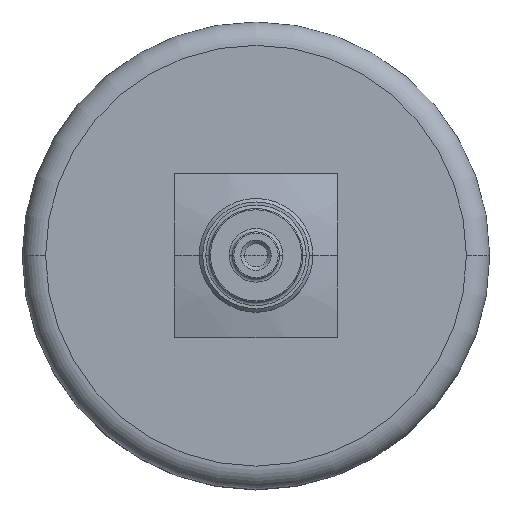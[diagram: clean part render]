
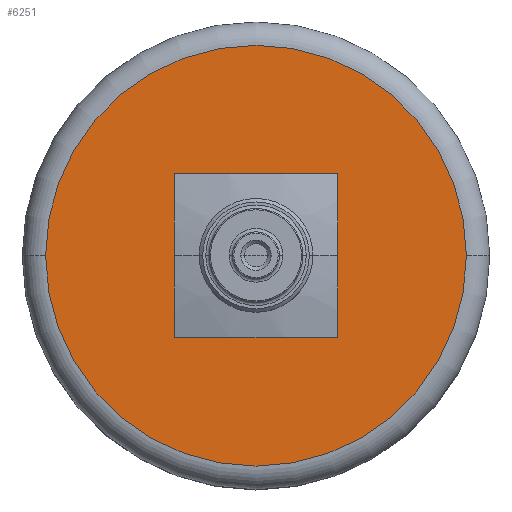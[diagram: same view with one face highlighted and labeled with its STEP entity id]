
A CAD part, top view. The second image highlights one B-rep face of the part: STEP entity #6251.
In plain terms, the highlighted planar face has unit normal (0, 0, 1).
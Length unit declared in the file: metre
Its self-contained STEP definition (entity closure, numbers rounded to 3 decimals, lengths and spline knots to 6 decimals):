
#151 = DIRECTION ( 'NONE',  ( 0., -1., 0. ) ) ;
#654 = EDGE_LOOP ( 'NONE', ( #4057, #22677 ) ) ;
#1322 = DIRECTION ( 'NONE',  ( 0., 0., 1. ) ) ;
#1425 = EDGE_CURVE ( 'NONE', #16796, #9223, #9025, .T. ) ;
#2038 = PLANE ( 'NONE',  #23450 ) ;
#2321 = ORIENTED_EDGE ( 'NONE', *, *, #17309, .F. ) ;
#2586 = EDGE_CURVE ( 'NONE', #8337, #4522, #4712, .T. ) ;
#2922 = CARTESIAN_POINT ( 'NONE',  ( -0.00887, -0.001594, 0.050476 ) ) ;
#3255 = VECTOR ( 'NONE', #21593, 1. ) ;
#4057 = ORIENTED_EDGE ( 'NONE', *, *, #6318, .F. ) ;
#4191 = EDGE_CURVE ( 'NONE', #8113, #14537, #10396, .T. ) ;
#4335 = EDGE_LOOP ( 'NONE', ( #2321, #24218, #15889, #27546 ) ) ;
#4522 = VERTEX_POINT ( 'NONE', #21701 ) ;
#4712 = LINE ( 'NONE', #6358, #18094 ) ;
#5446 = DIRECTION ( 'NONE',  ( -1., 0., 0. ) ) ;
#5649 = CARTESIAN_POINT ( 'NONE',  ( -0.00187, -0.008594, 0.050476 ) ) ;
#6251 = ADVANCED_FACE ( 'NONE', ( #8572, #22297 ), #2038, .T. ) ;
#6318 = EDGE_CURVE ( 'NONE', #9223, #16796, #22959, .T. ) ;
#6358 = CARTESIAN_POINT ( 'NONE',  ( -0.01587, -0.008594, 0.050476 ) ) ;
#6971 = CARTESIAN_POINT ( 'NONE',  ( 0.00913, -0.001594, 0.050476 ) ) ;
#7156 = CARTESIAN_POINT ( 'NONE',  ( -0.00187, -0.008594, 0.050476 ) ) ;
#7587 = DIRECTION ( 'NONE',  ( 1., 0., 0. ) ) ;
#7714 = DIRECTION ( 'NONE',  ( -1., 0., 0. ) ) ;
#8113 = VERTEX_POINT ( 'NONE', #7156 ) ;
#8280 = CARTESIAN_POINT ( 'NONE',  ( -0.00887, -0.001594, 0.050476 ) ) ;
#8337 = VERTEX_POINT ( 'NONE', #8886 ) ;
#8428 = CARTESIAN_POINT ( 'NONE',  ( -0.02687, -0.001594, 0.050476 ) ) ;
#8572 = FACE_OUTER_BOUND ( 'NONE', #654, .T. ) ;
#8886 = CARTESIAN_POINT ( 'NONE',  ( -0.01587, 0.005406, 0.050476 ) ) ;
#9025 = CIRCLE ( 'NONE', #12819, 0.018 ) ;
#9223 = VERTEX_POINT ( 'NONE', #21366 ) ;
#9624 = LINE ( 'NONE', #27794, #21702 ) ;
#10396 = LINE ( 'NONE', #5649, #3255 ) ;
#12819 = AXIS2_PLACEMENT_3D ( 'NONE', #2922, #27322, #5446 ) ;
#13666 = VECTOR ( 'NONE', #19545, 1. ) ;
#14537 = VERTEX_POINT ( 'NONE', #14812 ) ;
#14780 = DIRECTION ( 'NONE',  ( 1., 0., 0. ) ) ;
#14812 = CARTESIAN_POINT ( 'NONE',  ( -0.00187, 0.005406, 0.050476 ) ) ;
#15889 = ORIENTED_EDGE ( 'NONE', *, *, #22882, .F. ) ;
#16796 = VERTEX_POINT ( 'NONE', #6971 ) ;
#17301 = AXIS2_PLACEMENT_3D ( 'NONE', #8280, #21110, #7714 ) ;
#17309 = EDGE_CURVE ( 'NONE', #14537, #8337, #28413, .T. ) ;
#18094 = VECTOR ( 'NONE', #151, 1. ) ;
#19545 = DIRECTION ( 'NONE',  ( -1., 0., 0. ) ) ;
#21110 = DIRECTION ( 'NONE',  ( 0., 0., -1. ) ) ;
#21366 = CARTESIAN_POINT ( 'NONE',  ( -0.02687, -0.001594, 0.050476 ) ) ;
#21593 = DIRECTION ( 'NONE',  ( 0., 1., 0. ) ) ;
#21701 = CARTESIAN_POINT ( 'NONE',  ( -0.01587, -0.008594, 0.050476 ) ) ;
#21702 = VECTOR ( 'NONE', #7587, 1. ) ;
#22297 = FACE_BOUND ( 'NONE', #4335, .T. ) ;
#22677 = ORIENTED_EDGE ( 'NONE', *, *, #1425, .F. ) ;
#22882 = EDGE_CURVE ( 'NONE', #4522, #8113, #9624, .T. ) ;
#22959 = CIRCLE ( 'NONE', #17301, 0.018 ) ;
#23450 = AXIS2_PLACEMENT_3D ( 'NONE', #8428, #1322, #14780 ) ;
#24218 = ORIENTED_EDGE ( 'NONE', *, *, #4191, .F. ) ;
#27322 = DIRECTION ( 'NONE',  ( 0., 0., -1. ) ) ;
#27546 = ORIENTED_EDGE ( 'NONE', *, *, #2586, .F. ) ;
#27794 = CARTESIAN_POINT ( 'NONE',  ( -0.01587, -0.008594, 0.050476 ) ) ;
#28413 = LINE ( 'NONE', #28997, #13666 ) ;
#28997 = CARTESIAN_POINT ( 'NONE',  ( -0.01587, 0.005406, 0.050476 ) ) ;
